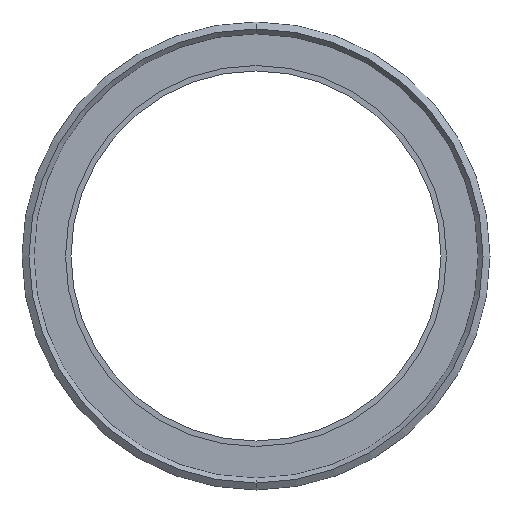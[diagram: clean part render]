
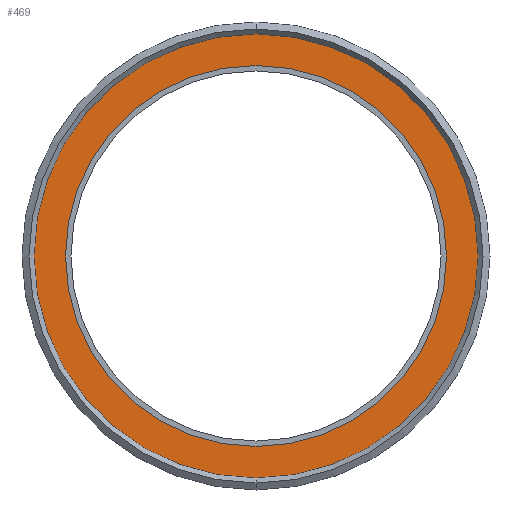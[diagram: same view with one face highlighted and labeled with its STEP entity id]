
A CAD part, front view. The second image highlights one B-rep face of the part: STEP entity #469.
In plain terms, the highlighted planar face has unit normal (0, -1, 0).
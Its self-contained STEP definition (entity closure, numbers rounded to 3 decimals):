
#2 = EDGE_CURVE ( 'NONE', #164, #207, #176, .T. ) ;
#21 = CARTESIAN_POINT ( 'NONE',  ( 0., -1.5, 0. ) ) ;
#49 = PLANE ( 'NONE',  #388 ) ;
#62 = VERTEX_POINT ( 'NONE', #395 ) ;
#64 = EDGE_CURVE ( 'NONE', #250, #62, #411, .T. ) ;
#65 = DIRECTION ( 'NONE',  ( 0., -1., 0. ) ) ;
#129 = CARTESIAN_POINT ( 'NONE',  ( 35., -1.5, 0. ) ) ;
#164 = VERTEX_POINT ( 'NONE', #542 ) ;
#169 = FACE_OUTER_BOUND ( 'NONE', #188, .T. ) ;
#176 = CIRCLE ( 'NONE', #369, 40.815 ) ;
#177 = CARTESIAN_POINT ( 'NONE',  ( 0., -1.5, 40.815 ) ) ;
#180 = DIRECTION ( 'NONE',  ( 0., 0., -1. ) ) ;
#188 = EDGE_LOOP ( 'NONE', ( #322, #519 ) ) ;
#197 = DIRECTION ( 'NONE',  ( 0., -1., 0. ) ) ;
#207 = VERTEX_POINT ( 'NONE', #177 ) ;
#210 = CARTESIAN_POINT ( 'NONE',  ( 0., -1.5, 0. ) ) ;
#249 = EDGE_CURVE ( 'NONE', #62, #250, #449, .T. ) ;
#250 = VERTEX_POINT ( 'NONE', #275 ) ;
#251 = DIRECTION ( 'NONE',  ( 0., 0., -1. ) ) ;
#253 = CARTESIAN_POINT ( 'NONE',  ( 0., -1.5, 0. ) ) ;
#267 = AXIS2_PLACEMENT_3D ( 'NONE', #21, #380, #549 ) ;
#275 = CARTESIAN_POINT ( 'NONE',  ( 0., -1.5, 35. ) ) ;
#292 = ORIENTED_EDGE ( 'NONE', *, *, #64, .F. ) ;
#312 = EDGE_CURVE ( 'NONE', #207, #164, #503, .T. ) ;
#322 = ORIENTED_EDGE ( 'NONE', *, *, #2, .T. ) ;
#369 = AXIS2_PLACEMENT_3D ( 'NONE', #210, #65, #251 ) ;
#378 = DIRECTION ( 'NONE',  ( 0., -1., 0. ) ) ;
#380 = DIRECTION ( 'NONE',  ( 0., -1., 0. ) ) ;
#385 = EDGE_LOOP ( 'NONE', ( #567, #292 ) ) ;
#388 = AXIS2_PLACEMENT_3D ( 'NONE', #129, #453, #180 ) ;
#390 = FACE_BOUND ( 'NONE', #385, .T. ) ;
#395 = CARTESIAN_POINT ( 'NONE',  ( 0., -1.5, -35. ) ) ;
#397 = CARTESIAN_POINT ( 'NONE',  ( 0., -1.5, 0. ) ) ;
#411 = CIRCLE ( 'NONE', #458, 35. ) ;
#432 = AXIS2_PLACEMENT_3D ( 'NONE', #253, #197, #467 ) ;
#434 = DIRECTION ( 'NONE',  ( 0., 0., -1. ) ) ;
#449 = CIRCLE ( 'NONE', #267, 35. ) ;
#453 = DIRECTION ( 'NONE',  ( 0., -1., 0. ) ) ;
#458 = AXIS2_PLACEMENT_3D ( 'NONE', #397, #378, #434 ) ;
#467 = DIRECTION ( 'NONE',  ( 0., 0., -1. ) ) ;
#469 = ADVANCED_FACE ( 'NONE', ( #169, #390 ), #49, .T. ) ;
#503 = CIRCLE ( 'NONE', #432, 40.815 ) ;
#519 = ORIENTED_EDGE ( 'NONE', *, *, #312, .T. ) ;
#542 = CARTESIAN_POINT ( 'NONE',  ( 0., -1.5, -40.815 ) ) ;
#549 = DIRECTION ( 'NONE',  ( 0., 0., -1. ) ) ;
#567 = ORIENTED_EDGE ( 'NONE', *, *, #249, .F. ) ;
